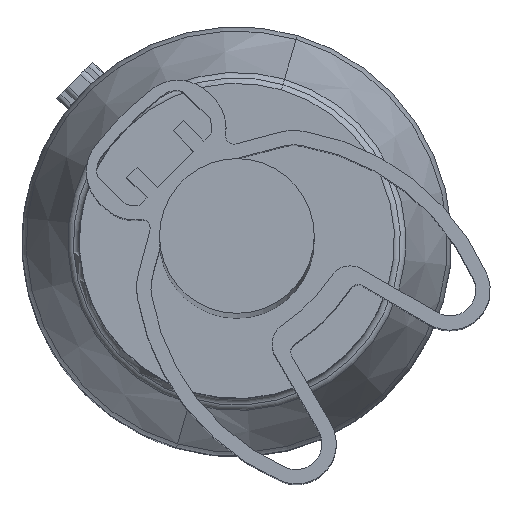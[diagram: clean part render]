
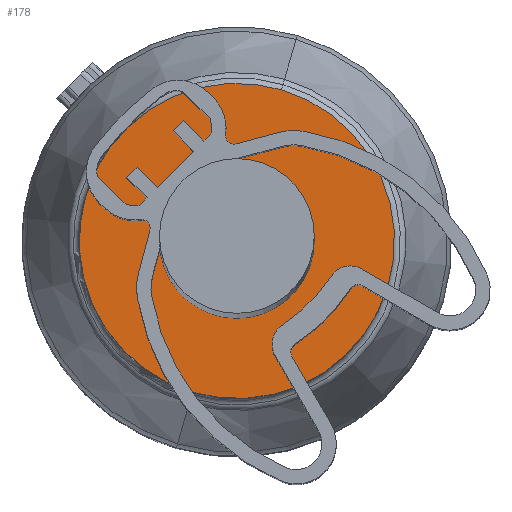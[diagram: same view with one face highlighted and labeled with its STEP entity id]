
A CAD part, top view. The second image highlights one B-rep face of the part: STEP entity #178.
In plain terms, the highlighted planar face has unit normal (0, 0, 1).
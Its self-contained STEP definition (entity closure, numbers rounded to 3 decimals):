
#61=AXIS2_PLACEMENT_3D('Circle Axis2P3D',#59,#60,$) ;
#113=AXIS2_PLACEMENT_3D('Circle Axis2P3D',#111,#112,$) ;
#154=AXIS2_PLACEMENT_3D('Plane Axis2P3D',#151,#152,#153) ;
#158=AXIS2_PLACEMENT_3D('Circle Axis2P3D',#156,#157,$) ;
#167=AXIS2_PLACEMENT_3D('Circle Axis2P3D',#165,#166,$) ;
#56=CARTESIAN_POINT('Vertex',(10.2,8.523,44.)) ;
#59=CARTESIAN_POINT('Axis2P3D Location',(7.5,8.523,44.)) ;
#63=CARTESIAN_POINT('Vertex',(4.8,8.523,44.)) ;
#111=CARTESIAN_POINT('Axis2P3D Location',(7.5,8.523,44.)) ;
#151=CARTESIAN_POINT('Axis2P3D Location',(11.389,12.412,44.)) ;
#156=CARTESIAN_POINT('Axis2P3D Location',(7.5,8.523,44.)) ;
#160=CARTESIAN_POINT('Vertex',(9.048,13.8,44.)) ;
#162=CARTESIAN_POINT('Vertex',(5.952,3.245,44.)) ;
#165=CARTESIAN_POINT('Axis2P3D Location',(7.5,8.523,44.)) ;
#60=DIRECTION('Axis2P3D Direction',(0.,0.,1.)) ;
#112=DIRECTION('Axis2P3D Direction',(0.,0.,1.)) ;
#152=DIRECTION('Axis2P3D Direction',(0.,0.,1.)) ;
#153=DIRECTION('Axis2P3D XDirection',(-0.707,0.707,0.)) ;
#157=DIRECTION('Axis2P3D Direction',(0.,0.,1.)) ;
#166=DIRECTION('Axis2P3D Direction',(0.,0.,1.)) ;
#171=ORIENTED_EDGE('',*,*,#164,.T.) ;
#172=ORIENTED_EDGE('',*,*,#169,.T.) ;
#175=ORIENTED_EDGE('',*,*,#65,.F.) ;
#176=ORIENTED_EDGE('',*,*,#115,.F.) ;
#177=FACE_BOUND('',#174,.T.) ;
#178=ADVANCED_FACE('Hauptk\X2\00F6\X0\rper',(#173,#177),#155,.T.) ;
#62=CIRCLE('generated circle',#61,2.7) ;
#114=CIRCLE('generated circle',#113,2.7) ;
#159=CIRCLE('generated circle',#158,5.5) ;
#168=CIRCLE('generated circle',#167,5.5) ;
#65=EDGE_CURVE('',#57,#64,#62,.T.) ;
#115=EDGE_CURVE('',#64,#57,#114,.T.) ;
#164=EDGE_CURVE('',#161,#163,#159,.T.) ;
#169=EDGE_CURVE('',#163,#161,#168,.T.) ;
#170=EDGE_LOOP('',(#171,#172)) ;
#174=EDGE_LOOP('',(#175,#176)) ;
#173=FACE_OUTER_BOUND('',#170,.T.) ;
#155=PLANE('',#154) ;
#57=VERTEX_POINT('',#56) ;
#64=VERTEX_POINT('',#63) ;
#161=VERTEX_POINT('',#160) ;
#163=VERTEX_POINT('',#162) ;
